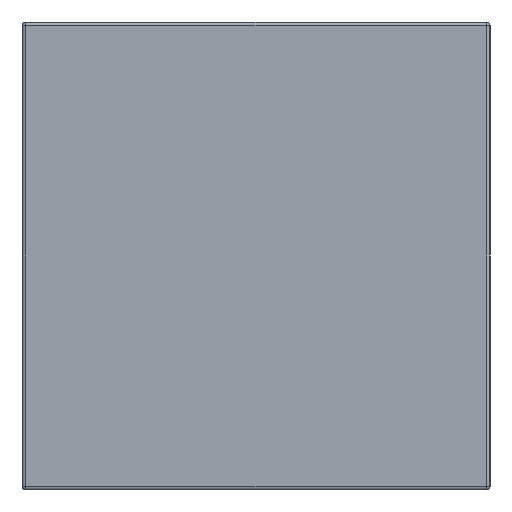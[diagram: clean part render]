
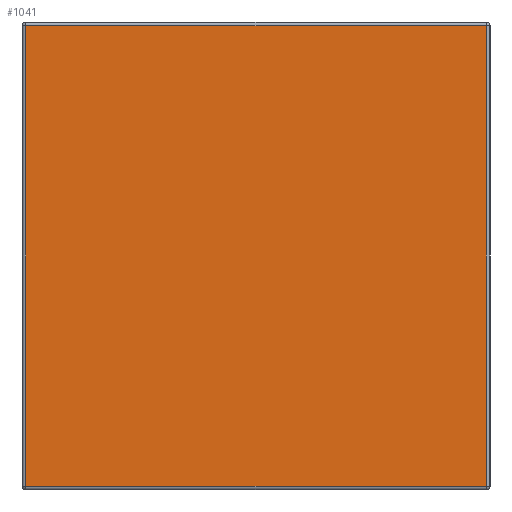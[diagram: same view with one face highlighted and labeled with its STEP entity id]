
A CAD part, left-side view. The second image highlights one B-rep face of the part: STEP entity #1041.
In plain terms, the highlighted planar face has unit normal (-1, 0, 0).
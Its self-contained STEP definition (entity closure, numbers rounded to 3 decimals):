
#84 = CARTESIAN_POINT ( 'NONE',  ( -2., 1.24, 1.24 ) ) ;
#110 = CARTESIAN_POINT ( 'NONE',  ( -2., 0.01, 0.01 ) ) ;
#170 = EDGE_LOOP ( 'NONE', ( #1141, #749, #1396, #1109 ) ) ;
#285 = VERTEX_POINT ( 'NONE', #84 ) ;
#342 = LINE ( 'NONE', #494, #1555 ) ;
#494 = CARTESIAN_POINT ( 'NONE',  ( -2., 0., 0.01 ) ) ;
#500 = DIRECTION ( 'NONE',  ( 0., 0., 1. ) ) ;
#560 = CARTESIAN_POINT ( 'NONE',  ( -2., 1.24, 0.01 ) ) ;
#615 = DIRECTION ( 'NONE',  ( 0., 1., 0. ) ) ;
#627 = EDGE_CURVE ( 'NONE', #1282, #1449, #342, .T. ) ;
#662 = LINE ( 'NONE', #1743, #1086 ) ;
#723 = EDGE_CURVE ( 'NONE', #1449, #1403, #662, .T. ) ;
#749 = ORIENTED_EDGE ( 'NONE', *, *, #723, .T. ) ;
#765 = DIRECTION ( 'NONE',  ( -1., 0., 0. ) ) ;
#817 = EDGE_CURVE ( 'NONE', #1403, #285, #1538, .T. ) ;
#833 = LINE ( 'NONE', #1330, #1220 ) ;
#857 = DIRECTION ( 'NONE',  ( 0., 0., -1. ) ) ;
#934 = EDGE_CURVE ( 'NONE', #285, #1282, #833, .T. ) ;
#1041 = ADVANCED_FACE ( 'NONE', ( #1433 ), #1068, .T. ) ;
#1057 = CARTESIAN_POINT ( 'NONE',  ( -2., 0.01, 1.24 ) ) ;
#1068 = PLANE ( 'NONE',  #1997 ) ;
#1083 = CARTESIAN_POINT ( 'NONE',  ( -2., 1.25, 1.24 ) ) ;
#1086 = VECTOR ( 'NONE', #500, 1000. ) ;
#1109 = ORIENTED_EDGE ( 'NONE', *, *, #934, .T. ) ;
#1113 = VECTOR ( 'NONE', #615, 1000. ) ;
#1141 = ORIENTED_EDGE ( 'NONE', *, *, #627, .T. ) ;
#1220 = VECTOR ( 'NONE', #857, 1000. ) ;
#1282 = VERTEX_POINT ( 'NONE', #560 ) ;
#1330 = CARTESIAN_POINT ( 'NONE',  ( -2., 1.24, 1.25 ) ) ;
#1396 = ORIENTED_EDGE ( 'NONE', *, *, #817, .T. ) ;
#1403 = VERTEX_POINT ( 'NONE', #1057 ) ;
#1433 = FACE_OUTER_BOUND ( 'NONE', #170, .T. ) ;
#1449 = VERTEX_POINT ( 'NONE', #110 ) ;
#1538 = LINE ( 'NONE', #1083, #1113 ) ;
#1555 = VECTOR ( 'NONE', #1597, 1000. ) ;
#1597 = DIRECTION ( 'NONE',  ( 0., -1., 0. ) ) ;
#1694 = CARTESIAN_POINT ( 'NONE',  ( -2., 0., 1.25 ) ) ;
#1743 = CARTESIAN_POINT ( 'NONE',  ( -2., 0.01, 1.25 ) ) ;
#1846 = DIRECTION ( 'NONE',  ( 0., 0., 1. ) ) ;
#1997 = AXIS2_PLACEMENT_3D ( 'NONE', #1694, #765, #1846 ) ;
